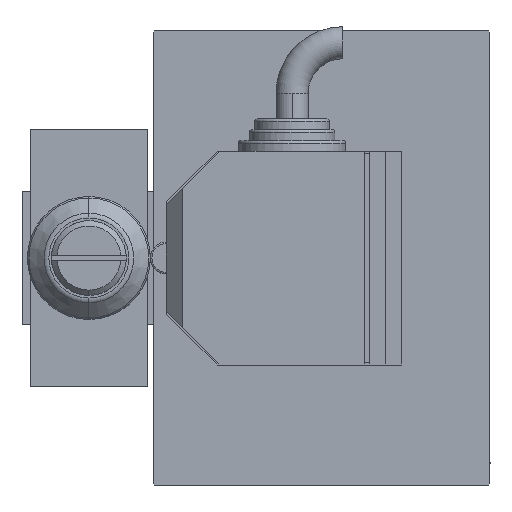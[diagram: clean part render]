
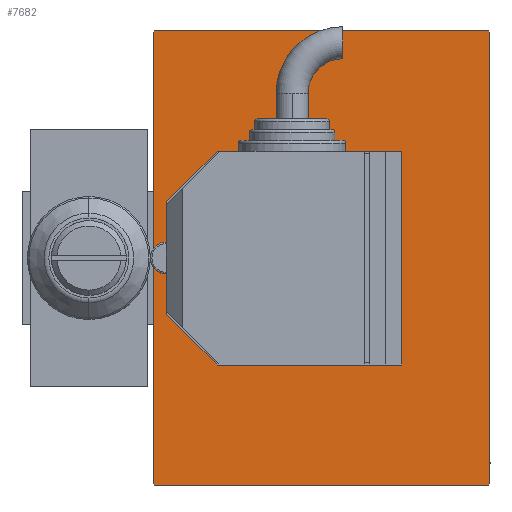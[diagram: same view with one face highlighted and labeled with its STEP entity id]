
A CAD part, left-side view. The second image highlights one B-rep face of the part: STEP entity #7682.
In plain terms, the highlighted face is planar.
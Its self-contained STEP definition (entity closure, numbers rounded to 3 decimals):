
#4 = CARTESIAN_POINT ( 'NONE',  ( 88., 31.2, -42.5 ) ) ;
#10 = CARTESIAN_POINT ( 'NONE',  ( 88., 31.2, 42.5 ) ) ;
#1051 = EDGE_CURVE ( 'NONE', #45016, #11688, #16622, .T. ) ;
#1898 = ORIENTED_EDGE ( 'NONE', *, *, #27352, .T. ) ;
#2578 = DIRECTION ( 'NONE',  ( 0., 0., 1. ) ) ;
#3509 = VECTOR ( 'NONE', #26648, 1000. ) ;
#7682 = ADVANCED_FACE ( 'NONE', ( #40125 ), #9857, .T. ) ;
#8562 = VERTEX_POINT ( 'NONE', #28796 ) ;
#9857 = PLANE ( 'NONE',  #45655 ) ;
#10482 = EDGE_CURVE ( 'NONE', #10742, #8562, #24710, .T. ) ;
#10633 = CARTESIAN_POINT ( 'NONE',  ( 88., -36.85, 36.85 ) ) ;
#10742 = VERTEX_POINT ( 'NONE', #19978 ) ;
#11688 = VERTEX_POINT ( 'NONE', #4 ) ;
#11895 = CARTESIAN_POINT ( 'NONE',  ( 88., -31.2, 42.5 ) ) ;
#13559 = DIRECTION ( 'NONE',  ( 0., 0., -1. ) ) ;
#14099 = EDGE_CURVE ( 'NONE', #15010, #44427, #45898, .T. ) ;
#14943 = VECTOR ( 'NONE', #46399, 1000. ) ;
#15010 = VERTEX_POINT ( 'NONE', #28155 ) ;
#15042 = EDGE_CURVE ( 'NONE', #44427, #17786, #39730, .T. ) ;
#15354 = LINE ( 'NONE', #22723, #3509 ) ;
#16622 = LINE ( 'NONE', #42708, #14943 ) ;
#17786 = VERTEX_POINT ( 'NONE', #11895 ) ;
#18400 = ORIENTED_EDGE ( 'NONE', *, *, #33472, .T. ) ;
#19881 = ORIENTED_EDGE ( 'NONE', *, *, #14099, .T. ) ;
#19978 = CARTESIAN_POINT ( 'NONE',  ( 88., -31.5, 42.2 ) ) ;
#20788 = CARTESIAN_POINT ( 'NONE',  ( 88., 31.5, 42.5 ) ) ;
#21416 = CARTESIAN_POINT ( 'NONE',  ( 88., 0., 0. ) ) ;
#22305 = CARTESIAN_POINT ( 'NONE',  ( 88., 31.5, -42.2 ) ) ;
#22582 = VECTOR ( 'NONE', #44771, 1000. ) ;
#22723 = CARTESIAN_POINT ( 'NONE',  ( 88., 36.85, -36.85 ) ) ;
#24542 = VECTOR ( 'NONE', #46870, 1000. ) ;
#24710 = LINE ( 'NONE', #31611, #24542 ) ;
#26058 = EDGE_LOOP ( 'NONE', ( #30690, #1898, #38051, #19881, #43754, #32767, #28491, #18400 ) ) ;
#26064 = LINE ( 'NONE', #37624, #22582 ) ;
#26648 = DIRECTION ( 'NONE',  ( 0., 0.707, 0.707 ) ) ;
#27352 = EDGE_CURVE ( 'NONE', #11688, #38492, #15354, .T. ) ;
#28155 = CARTESIAN_POINT ( 'NONE',  ( 88., 31.5, 42.2 ) ) ;
#28231 = VECTOR ( 'NONE', #2578, 1000. ) ;
#28491 = ORIENTED_EDGE ( 'NONE', *, *, #10482, .T. ) ;
#28796 = CARTESIAN_POINT ( 'NONE',  ( 88., -31.5, -42.2 ) ) ;
#30690 = ORIENTED_EDGE ( 'NONE', *, *, #1051, .T. ) ;
#31611 = CARTESIAN_POINT ( 'NONE',  ( 88., -31.5, 42.5 ) ) ;
#32767 = ORIENTED_EDGE ( 'NONE', *, *, #40091, .T. ) ;
#33472 = EDGE_CURVE ( 'NONE', #8562, #45016, #26064, .T. ) ;
#35051 = DIRECTION ( 'NONE',  ( 0., -0.707, 0.707 ) ) ;
#35791 = DIRECTION ( 'NONE',  ( 0., -1., 0. ) ) ;
#36660 = DIRECTION ( 'NONE',  ( 1., 0., 0. ) ) ;
#36960 = LINE ( 'NONE', #10633, #44763 ) ;
#37624 = CARTESIAN_POINT ( 'NONE',  ( 88., -36.85, -36.85 ) ) ;
#38051 = ORIENTED_EDGE ( 'NONE', *, *, #46104, .T. ) ;
#38492 = VERTEX_POINT ( 'NONE', #22305 ) ;
#38620 = VECTOR ( 'NONE', #35791, 1000. ) ;
#39359 = VECTOR ( 'NONE', #35051, 1000. ) ;
#39730 = LINE ( 'NONE', #20788, #38620 ) ;
#40091 = EDGE_CURVE ( 'NONE', #17786, #10742, #36960, .T. ) ;
#40125 = FACE_OUTER_BOUND ( 'NONE', #26058, .T. ) ;
#42708 = CARTESIAN_POINT ( 'NONE',  ( 88., -31.5, -42.5 ) ) ;
#43673 = CARTESIAN_POINT ( 'NONE',  ( 88., 31.5, -42.5 ) ) ;
#43754 = ORIENTED_EDGE ( 'NONE', *, *, #15042, .T. ) ;
#44427 = VERTEX_POINT ( 'NONE', #10 ) ;
#44453 = CARTESIAN_POINT ( 'NONE',  ( 88., -31.2, -42.5 ) ) ;
#44763 = VECTOR ( 'NONE', #48547, 1000. ) ;
#44771 = DIRECTION ( 'NONE',  ( 0., 0.707, -0.707 ) ) ;
#45016 = VERTEX_POINT ( 'NONE', #44453 ) ;
#45655 = AXIS2_PLACEMENT_3D ( 'NONE', #21416, #36660, #13559 ) ;
#45898 = LINE ( 'NONE', #46632, #39359 ) ;
#46104 = EDGE_CURVE ( 'NONE', #38492, #15010, #47624, .T. ) ;
#46399 = DIRECTION ( 'NONE',  ( 0., 1., 0. ) ) ;
#46632 = CARTESIAN_POINT ( 'NONE',  ( 88., 36.85, 36.85 ) ) ;
#46870 = DIRECTION ( 'NONE',  ( 0., 0., -1. ) ) ;
#47624 = LINE ( 'NONE', #43673, #28231 ) ;
#48547 = DIRECTION ( 'NONE',  ( 0., -0.707, -0.707 ) ) ;
